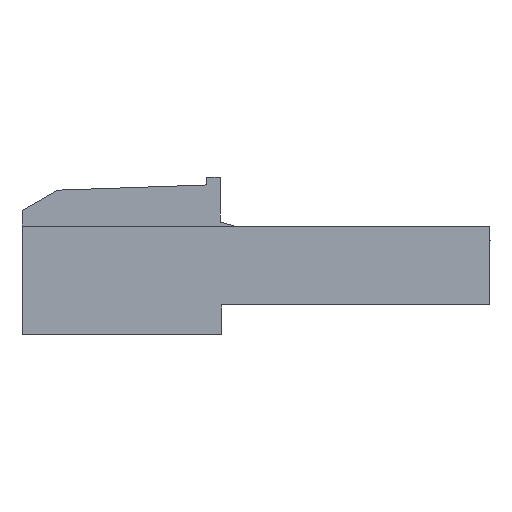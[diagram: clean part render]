
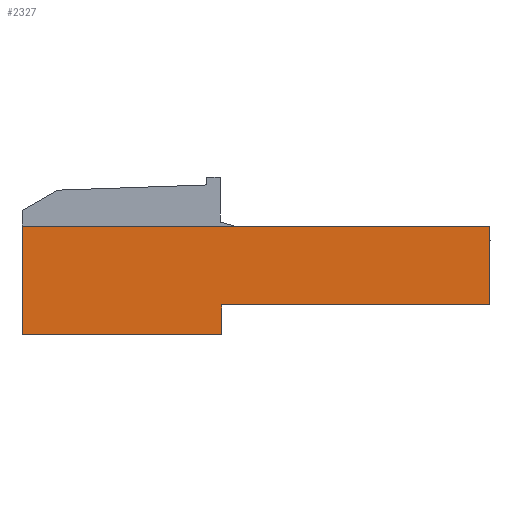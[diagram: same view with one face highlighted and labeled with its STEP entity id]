
A CAD part, left-side view. The second image highlights one B-rep face of the part: STEP entity #2327.
In plain terms, the highlighted planar face has unit normal (-1, 0, 0).
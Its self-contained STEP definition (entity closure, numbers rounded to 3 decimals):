
#2283=AXIS2_PLACEMENT_3D('Plane Axis2P3D',#2280,#2281,#2282) ;
#358=CARTESIAN_POINT('Vertex',(-52.5,-0.5,-14.5)) ;
#361=CARTESIAN_POINT('Line Origine',(-52.5,-0.5,-8.15)) ;
#365=CARTESIAN_POINT('Vertex',(-52.5,-0.5,-1.8)) ;
#2261=CARTESIAN_POINT('Line Origine',(-52.5,-27.994,-1.8)) ;
#2265=CARTESIAN_POINT('Vertex',(-52.5,-55.489,-1.8)) ;
#2280=CARTESIAN_POINT('Axis2P3D Location',(-52.5,-0.5,-1.8)) ;
#2285=CARTESIAN_POINT('Line Origine',(-52.5,-12.25,-14.5)) ;
#2289=CARTESIAN_POINT('Vertex',(-52.5,-24.,-14.5)) ;
#2292=CARTESIAN_POINT('Line Origine',(-52.5,-24.,-12.75)) ;
#2296=CARTESIAN_POINT('Vertex',(-52.5,-24.,-11.)) ;
#2299=CARTESIAN_POINT('Line Origine',(-52.5,-39.75,-11.)) ;
#2303=CARTESIAN_POINT('Vertex',(-52.5,-55.5,-11.)) ;
#2306=CARTESIAN_POINT('Line Origine',(-52.5,-55.5,-7.05)) ;
#2310=CARTESIAN_POINT('Vertex',(-52.5,-55.5,-3.1)) ;
#2313=CARTESIAN_POINT('Line Origine',(-52.5,-55.494,-2.45)) ;
#362=DIRECTION('Vector Direction',(0.,0.,-1.)) ;
#2262=DIRECTION('Vector Direction',(0.,-1.,0.)) ;
#2281=DIRECTION('Axis2P3D Direction',(-1.,-0.,-0.)) ;
#2282=DIRECTION('Axis2P3D XDirection',(0.,0.,-1.)) ;
#2286=DIRECTION('Vector Direction',(0.,-1.,0.)) ;
#2293=DIRECTION('Vector Direction',(0.,0.,-1.)) ;
#2300=DIRECTION('Vector Direction',(0.,1.,0.)) ;
#2307=DIRECTION('Vector Direction',(0.,0.,-1.)) ;
#2314=DIRECTION('Vector Direction',(0.,-0.009,-1.)) ;
#363=VECTOR('Line Direction',#362,1.) ;
#2263=VECTOR('Line Direction',#2262,1.) ;
#2287=VECTOR('Line Direction',#2286,1.) ;
#2294=VECTOR('Line Direction',#2293,1.) ;
#2301=VECTOR('Line Direction',#2300,1.) ;
#2308=VECTOR('Line Direction',#2307,1.) ;
#2315=VECTOR('Line Direction',#2314,1.) ;
#2319=ORIENTED_EDGE('',*,*,#2267,.F.) ;
#2320=ORIENTED_EDGE('',*,*,#367,.F.) ;
#2321=ORIENTED_EDGE('',*,*,#2291,.T.) ;
#2322=ORIENTED_EDGE('',*,*,#2298,.F.) ;
#2323=ORIENTED_EDGE('',*,*,#2305,.F.) ;
#2324=ORIENTED_EDGE('',*,*,#2312,.F.) ;
#2325=ORIENTED_EDGE('',*,*,#2317,.F.) ;
#2327=ADVANCED_FACE('Hauptkoerper nicht benutzen',(#2326),#2284,.T.) ;
#367=EDGE_CURVE('',#359,#366,#364,.F.) ;
#2267=EDGE_CURVE('',#366,#2266,#2264,.T.) ;
#2291=EDGE_CURVE('',#359,#2290,#2288,.T.) ;
#2298=EDGE_CURVE('',#2297,#2290,#2295,.T.) ;
#2305=EDGE_CURVE('',#2304,#2297,#2302,.T.) ;
#2312=EDGE_CURVE('',#2311,#2304,#2309,.T.) ;
#2317=EDGE_CURVE('',#2266,#2311,#2316,.T.) ;
#2318=EDGE_LOOP('',(#2319,#2320,#2321,#2322,#2323,#2324,#2325)) ;
#2326=FACE_OUTER_BOUND('',#2318,.T.) ;
#364=LINE('Line',#361,#363) ;
#2264=LINE('Line',#2261,#2263) ;
#2288=LINE('Line',#2285,#2287) ;
#2295=LINE('Line',#2292,#2294) ;
#2302=LINE('Line',#2299,#2301) ;
#2309=LINE('Line',#2306,#2308) ;
#2316=LINE('Line',#2313,#2315) ;
#2284=PLANE('Plane',#2283) ;
#359=VERTEX_POINT('',#358) ;
#366=VERTEX_POINT('',#365) ;
#2266=VERTEX_POINT('',#2265) ;
#2290=VERTEX_POINT('',#2289) ;
#2297=VERTEX_POINT('',#2296) ;
#2304=VERTEX_POINT('',#2303) ;
#2311=VERTEX_POINT('',#2310) ;
